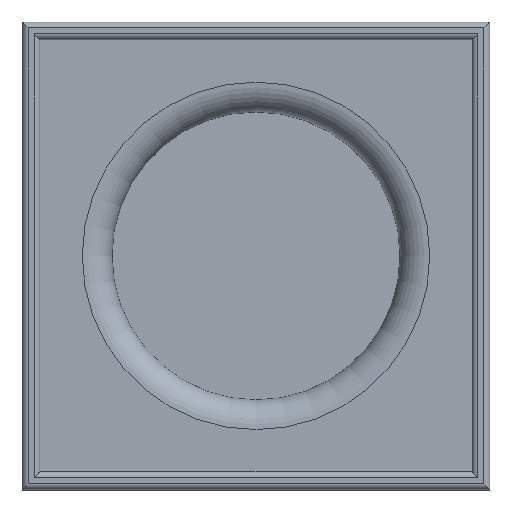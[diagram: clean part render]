
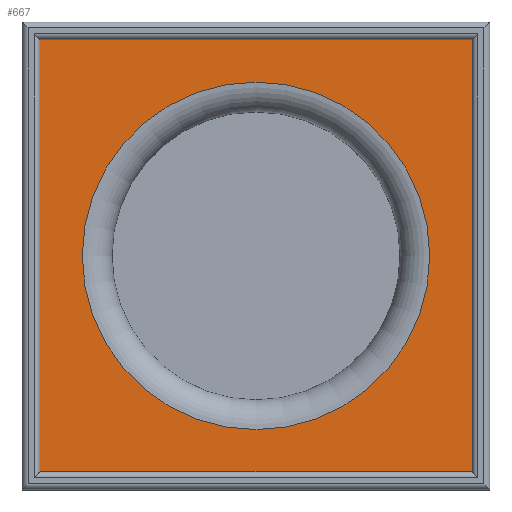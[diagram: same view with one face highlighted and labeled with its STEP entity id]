
A CAD part, top view. The second image highlights one B-rep face of the part: STEP entity #667.
In plain terms, the highlighted planar face has unit normal (0, 0, 1).
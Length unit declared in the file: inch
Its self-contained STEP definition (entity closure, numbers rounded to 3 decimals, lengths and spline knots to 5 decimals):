
#23=FACE_BOUND('',#277,.T.);
#29=PLANE('',#727);
#62=LINE('',#980,#143);
#63=LINE('',#982,#144);
#64=LINE('',#984,#145);
#65=LINE('',#985,#146);
#143=VECTOR('',#792,0.3937);
#144=VECTOR('',#793,0.3937);
#145=VECTOR('',#794,0.3937);
#146=VECTOR('',#795,0.3937);
#234=FACE_OUTER_BOUND('',#276,.T.);
#276=EDGE_LOOP('',(#486,#487,#488,#489));
#277=EDGE_LOOP('',(#490));
#322=CIRCLE('',#722,1.4625);
#326=VERTEX_POINT('',#968);
#329=VERTEX_POINT('',#978);
#330=VERTEX_POINT('',#979);
#331=VERTEX_POINT('',#981);
#332=VERTEX_POINT('',#983);
#385=EDGE_CURVE('',#326,#326,#322,.T.);
#390=EDGE_CURVE('',#329,#330,#62,.T.);
#391=EDGE_CURVE('',#330,#331,#63,.T.);
#392=EDGE_CURVE('',#331,#332,#64,.T.);
#393=EDGE_CURVE('',#332,#329,#65,.T.);
#486=ORIENTED_EDGE('',*,*,#390,.T.);
#487=ORIENTED_EDGE('',*,*,#391,.T.);
#488=ORIENTED_EDGE('',*,*,#392,.T.);
#489=ORIENTED_EDGE('',*,*,#393,.T.);
#490=ORIENTED_EDGE('',*,*,#385,.F.);
#667=ADVANCED_FACE('',(#234,#23),#29,.T.);
#722=AXIS2_PLACEMENT_3D('',#969,#779,#780);
#727=AXIS2_PLACEMENT_3D('',#977,#790,#791);
#779=DIRECTION('center_axis',(0.,0.,1.));
#780=DIRECTION('ref_axis',(-1.,0.,0.));
#790=DIRECTION('center_axis',(0.,0.,1.));
#791=DIRECTION('ref_axis',(1.,0.,0.));
#792=DIRECTION('',(1.,0.,0.));
#793=DIRECTION('',(0.,1.,0.));
#794=DIRECTION('',(-1.,0.,0.));
#795=DIRECTION('',(0.,-1.,0.));
#968=CARTESIAN_POINT('',(1.4625,0.,1.37795));
#969=CARTESIAN_POINT('Origin',(0.,0.,1.37795));
#977=CARTESIAN_POINT('Origin',(0.,0.,1.37795));
#978=CARTESIAN_POINT('',(-1.81851,-1.81851,1.37795));
#979=CARTESIAN_POINT('',(1.81851,-1.81851,1.37795));
#980=CARTESIAN_POINT('',(0.90925,-1.81851,1.37795));
#981=CARTESIAN_POINT('',(1.81851,1.81851,1.37795));
#982=CARTESIAN_POINT('',(1.81851,0.90925,1.37795));
#983=CARTESIAN_POINT('',(-1.81851,1.81851,1.37795));
#984=CARTESIAN_POINT('',(-0.90925,1.81851,1.37795));
#985=CARTESIAN_POINT('',(-1.81851,-0.90925,1.37795));
